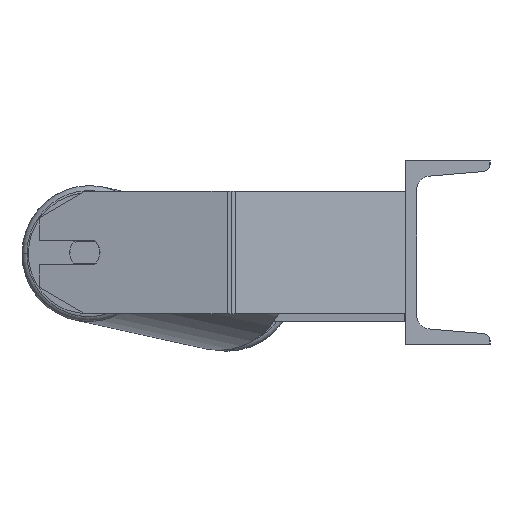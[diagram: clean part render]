
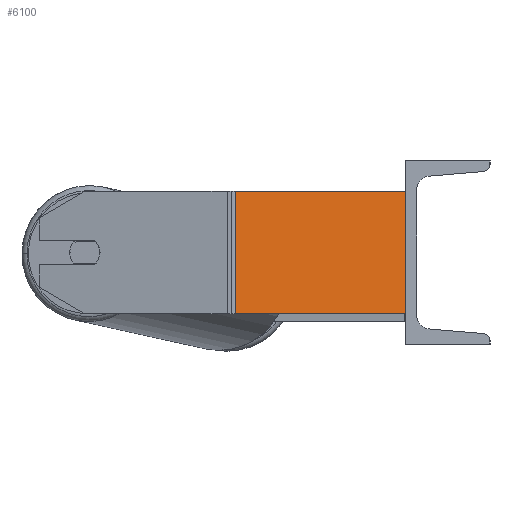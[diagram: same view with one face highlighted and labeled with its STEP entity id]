
A CAD part, left-side view. The second image highlights one B-rep face of the part: STEP entity #6100.
In plain terms, the highlighted planar face has unit normal (-0.985, -0.174, 0).
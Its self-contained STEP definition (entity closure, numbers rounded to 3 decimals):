
#101 = VECTOR ( 'NONE', #3061, 1000. ) ;
#108 = ORIENTED_EDGE ( 'NONE', *, *, #4618, .F. ) ;
#535 = VECTOR ( 'NONE', #8924, 1000. ) ;
#741 = LINE ( 'NONE', #3580, #4695 ) ;
#812 = ORIENTED_EDGE ( 'NONE', *, *, #8314, .T. ) ;
#919 = CARTESIAN_POINT ( 'NONE',  ( -804.632, 111.339, 40. ) ) ;
#1169 = DIRECTION ( 'NONE',  ( 0.985, 0.174, 0. ) ) ;
#1208 = CARTESIAN_POINT ( 'NONE',  ( -785., 0., 40. ) ) ;
#1256 = LINE ( 'NONE', #1208, #535 ) ;
#1424 = ORIENTED_EDGE ( 'NONE', *, *, #3652, .F. ) ;
#1524 = LINE ( 'NONE', #5771, #101 ) ;
#1559 = VERTEX_POINT ( 'NONE', #2625 ) ;
#2625 = CARTESIAN_POINT ( 'NONE',  ( -804.632, 111.339, -40. ) ) ;
#3061 = DIRECTION ( 'NONE',  ( 0.174, -0.985, 0. ) ) ;
#3225 = CARTESIAN_POINT ( 'NONE',  ( -805.122, 114.118, 40. ) ) ;
#3392 = LINE ( 'NONE', #5334, #8648 ) ;
#3580 = CARTESIAN_POINT ( 'NONE',  ( -805.122, 114.118, 40. ) ) ;
#3652 = EDGE_CURVE ( 'NONE', #8668, #8174, #1256, .T. ) ;
#4367 = CARTESIAN_POINT ( 'NONE',  ( -785., 0., -40. ) ) ;
#4618 = EDGE_CURVE ( 'NONE', #5581, #8668, #741, .T. ) ;
#4695 = VECTOR ( 'NONE', #7686, 1000. ) ;
#5334 = CARTESIAN_POINT ( 'NONE',  ( -804.632, 111.339, 40. ) ) ;
#5471 = EDGE_CURVE ( 'NONE', #1559, #8174, #1524, .T. ) ;
#5581 = VERTEX_POINT ( 'NONE', #919 ) ;
#5771 = CARTESIAN_POINT ( 'NONE',  ( -805.122, 114.118, -40. ) ) ;
#6100 = ADVANCED_FACE ( 'NONE', ( #8250 ), #8848, .F. ) ;
#6822 = ORIENTED_EDGE ( 'NONE', *, *, #5471, .T. ) ;
#7317 = EDGE_LOOP ( 'NONE', ( #6822, #1424, #108, #812 ) ) ;
#7457 = DIRECTION ( 'NONE',  ( 0., 0., -1. ) ) ;
#7686 = DIRECTION ( 'NONE',  ( 0.174, -0.985, 0. ) ) ;
#8164 = AXIS2_PLACEMENT_3D ( 'NONE', #3225, #1169, #9018 ) ;
#8174 = VERTEX_POINT ( 'NONE', #4367 ) ;
#8250 = FACE_OUTER_BOUND ( 'NONE', #7317, .T. ) ;
#8314 = EDGE_CURVE ( 'NONE', #5581, #1559, #3392, .T. ) ;
#8648 = VECTOR ( 'NONE', #7457, 1000. ) ;
#8668 = VERTEX_POINT ( 'NONE', #8870 ) ;
#8848 = PLANE ( 'NONE',  #8164 ) ;
#8870 = CARTESIAN_POINT ( 'NONE',  ( -785., 0., 40. ) ) ;
#8924 = DIRECTION ( 'NONE',  ( 0., 0., -1. ) ) ;
#9018 = DIRECTION ( 'NONE',  ( -0.174, 0.985, 0. ) ) ;
